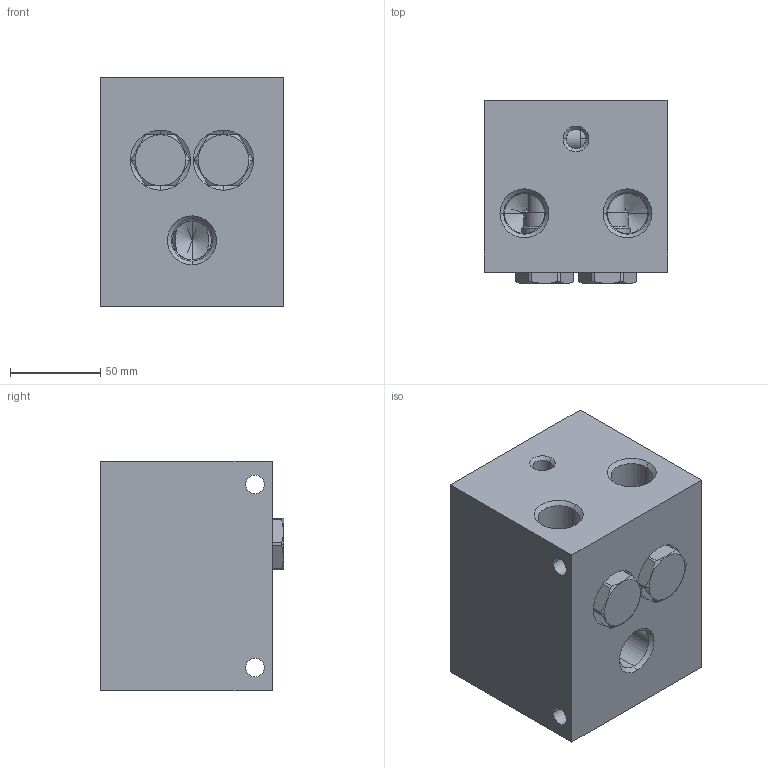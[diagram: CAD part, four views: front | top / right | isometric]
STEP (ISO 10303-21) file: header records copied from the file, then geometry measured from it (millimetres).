
FILE_DESCRIPTION((''),'2;1');
FILE_NAME('3BD_ASM','2020-05-27T',('ProEService'),(''),'PRO/ENGINEER BY PARAMETRIC TECHNOLOGY CORPORATION, 2014200','PRO/ENGINEER BY PARAMETRIC TECHNOLOGY CORPORATION, 2014200','');
FILE_SCHEMA(('CONFIG_CONTROL_DESIGN'));
Length unit declared in the file: inch
Products named in the file (4): 153-440-002; CSADXXN; CXFAXCN; 3BD_ASM
Assembly tree (4 placements, depth 2):
  3BD_ASM
    153-440-002
    CSADXXN
    CXFAXCN  x2
Bounding box: 101.6 x 101.6 x 127 mm (x, y, z)
Volume: 1003528.9 mm3; surface area: 141194.8 mm2
Topology: 11 solids, 11 shells, 512 faces, 1546 edges, 1226 vertices
Faces by surface type: cylinder 211, cone 134, plane 77, torus 60, revolution 28, sphere 2
Entity records: 17467 total; most frequent: CARTESIAN_POINT 5848, DIRECTION 2534, ORIENTED_EDGE 1880, EDGE_CURVE 940, AXIS2_PLACEMENT_3D 904, VECTOR 706, LINE 706, VERTEX_POINT 559
